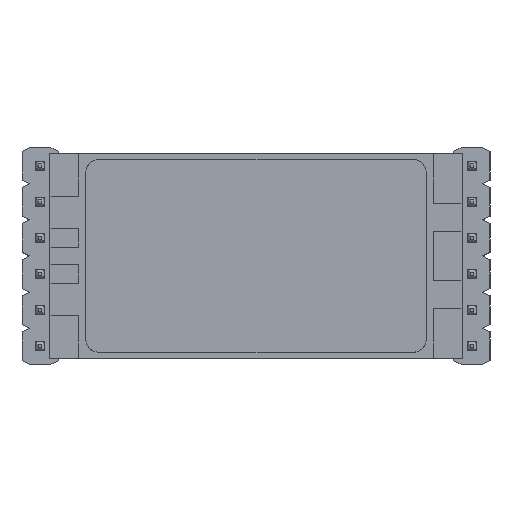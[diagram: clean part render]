
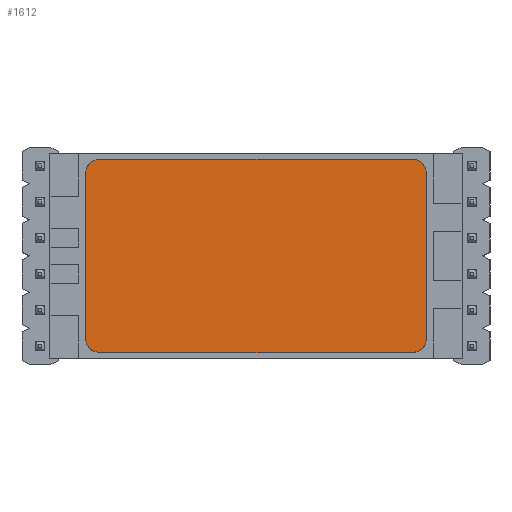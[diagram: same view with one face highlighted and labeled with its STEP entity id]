
A CAD part, top view. The second image highlights one B-rep face of the part: STEP entity #1612.
In plain terms, the highlighted planar face has unit normal (0, 0, 1).
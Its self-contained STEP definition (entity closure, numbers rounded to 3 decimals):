
#1167=AXIS2_PLACEMENT_3D('Circle Axis2P3D',#1165,#1166,$) ;
#1215=AXIS2_PLACEMENT_3D('Circle Axis2P3D',#1213,#1214,$) ;
#1263=AXIS2_PLACEMENT_3D('Circle Axis2P3D',#1261,#1262,$) ;
#1311=AXIS2_PLACEMENT_3D('Circle Axis2P3D',#1309,#1310,$) ;
#1600=AXIS2_PLACEMENT_3D('Plane Axis2P3D',#1597,#1598,#1599) ;
#1155=CARTESIAN_POINT('Vertex',(-11.,6.8,3.1)) ;
#1162=CARTESIAN_POINT('Vertex',(-12.,5.8,3.1)) ;
#1165=CARTESIAN_POINT('Axis2P3D Location',(-11.,5.8,3.1)) ;
#1186=CARTESIAN_POINT('Vertex',(11.,6.8,3.1)) ;
#1189=CARTESIAN_POINT('Line Origine',(0.,6.8,3.1)) ;
#1210=CARTESIAN_POINT('Vertex',(12.,5.8,3.1)) ;
#1213=CARTESIAN_POINT('Axis2P3D Location',(11.,5.8,3.1)) ;
#1234=CARTESIAN_POINT('Vertex',(12.,-5.8,3.1)) ;
#1237=CARTESIAN_POINT('Line Origine',(12.,0.,3.1)) ;
#1258=CARTESIAN_POINT('Vertex',(11.,-6.8,3.1)) ;
#1261=CARTESIAN_POINT('Axis2P3D Location',(11.,-5.8,3.1)) ;
#1282=CARTESIAN_POINT('Vertex',(-11.,-6.8,3.1)) ;
#1285=CARTESIAN_POINT('Line Origine',(0.,-6.8,3.1)) ;
#1306=CARTESIAN_POINT('Vertex',(-12.,-5.8,3.1)) ;
#1309=CARTESIAN_POINT('Axis2P3D Location',(-11.,-5.8,3.1)) ;
#1326=CARTESIAN_POINT('Line Origine',(-12.,0.,3.1)) ;
#1597=CARTESIAN_POINT('Axis2P3D Location',(-11.,5.8,3.1)) ;
#1166=DIRECTION('Axis2P3D Direction',(0.,0.,-1.)) ;
#1190=DIRECTION('Vector Direction',(-1.,0.,0.)) ;
#1214=DIRECTION('Axis2P3D Direction',(0.,0.,-1.)) ;
#1238=DIRECTION('Vector Direction',(0.,1.,0.)) ;
#1262=DIRECTION('Axis2P3D Direction',(0.,0.,-1.)) ;
#1286=DIRECTION('Vector Direction',(1.,0.,0.)) ;
#1310=DIRECTION('Axis2P3D Direction',(0.,0.,-1.)) ;
#1327=DIRECTION('Vector Direction',(0.,-1.,0.)) ;
#1598=DIRECTION('Axis2P3D Direction',(0.,0.,-1.)) ;
#1599=DIRECTION('Axis2P3D XDirection',(-1.,0.,0.)) ;
#1191=VECTOR('Line Direction',#1190,1.) ;
#1239=VECTOR('Line Direction',#1238,1.) ;
#1287=VECTOR('Line Direction',#1286,1.) ;
#1328=VECTOR('Line Direction',#1327,1.) ;
#1603=ORIENTED_EDGE('',*,*,#1169,.T.) ;
#1604=ORIENTED_EDGE('',*,*,#1330,.T.) ;
#1605=ORIENTED_EDGE('',*,*,#1313,.T.) ;
#1606=ORIENTED_EDGE('',*,*,#1289,.T.) ;
#1607=ORIENTED_EDGE('',*,*,#1265,.T.) ;
#1608=ORIENTED_EDGE('',*,*,#1241,.T.) ;
#1609=ORIENTED_EDGE('',*,*,#1217,.T.) ;
#1610=ORIENTED_EDGE('',*,*,#1193,.T.) ;
#1612=ADVANCED_FACE('',(#1611),#1601,.F.) ;
#1168=CIRCLE('generated circle',#1167,1.) ;
#1216=CIRCLE('generated circle',#1215,1.) ;
#1264=CIRCLE('generated circle',#1263,1.) ;
#1312=CIRCLE('generated circle',#1311,1.) ;
#1169=EDGE_CURVE('',#1156,#1163,#1168,.F.) ;
#1193=EDGE_CURVE('',#1187,#1156,#1192,.T.) ;
#1217=EDGE_CURVE('',#1211,#1187,#1216,.F.) ;
#1241=EDGE_CURVE('',#1235,#1211,#1240,.T.) ;
#1265=EDGE_CURVE('',#1259,#1235,#1264,.F.) ;
#1289=EDGE_CURVE('',#1283,#1259,#1288,.T.) ;
#1313=EDGE_CURVE('',#1307,#1283,#1312,.F.) ;
#1330=EDGE_CURVE('',#1163,#1307,#1329,.T.) ;
#1602=EDGE_LOOP('',(#1603,#1604,#1605,#1606,#1607,#1608,#1609,#1610)) ;
#1611=FACE_OUTER_BOUND('',#1602,.T.) ;
#1192=LINE('Line',#1189,#1191) ;
#1240=LINE('Line',#1237,#1239) ;
#1288=LINE('Line',#1285,#1287) ;
#1329=LINE('Line',#1326,#1328) ;
#1601=PLANE('Plane',#1600) ;
#1156=VERTEX_POINT('',#1155) ;
#1163=VERTEX_POINT('',#1162) ;
#1187=VERTEX_POINT('',#1186) ;
#1211=VERTEX_POINT('',#1210) ;
#1235=VERTEX_POINT('',#1234) ;
#1259=VERTEX_POINT('',#1258) ;
#1283=VERTEX_POINT('',#1282) ;
#1307=VERTEX_POINT('',#1306) ;
